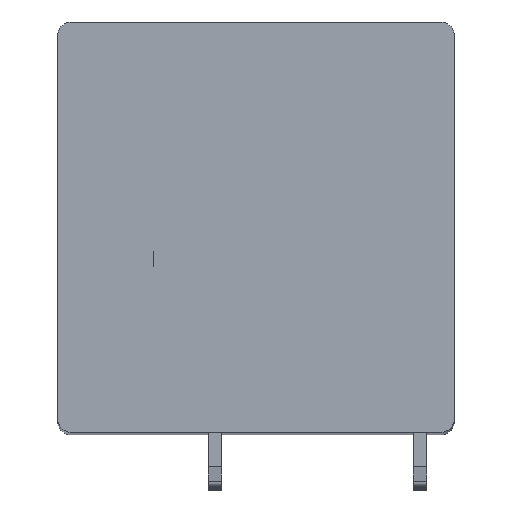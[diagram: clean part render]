
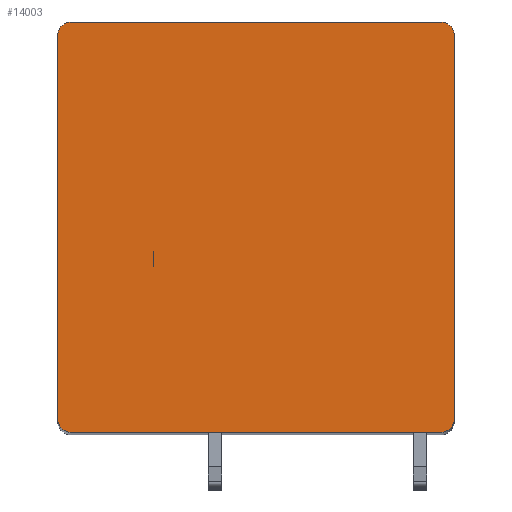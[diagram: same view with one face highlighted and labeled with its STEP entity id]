
A CAD part, top view. The second image highlights one B-rep face of the part: STEP entity #14003.
In plain terms, the highlighted planar face has unit normal (0, 0, 1).
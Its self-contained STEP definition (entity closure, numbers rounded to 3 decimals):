
#1225=CARTESIAN_POINT('',(-13.5,14.,105.));
#1226=DIRECTION('',(0.,0.,-1.));
#1227=DIRECTION('',(-1.,0.,0.));
#1228=AXIS2_PLACEMENT_3D('',#1225,#1226,#1227);
#1230=DIRECTION('',(1.,0.,0.));
#1231=VECTOR('',#1230,27.);
#1232=CARTESIAN_POINT('',(-13.5,15.,105.));
#1233=LINE('',#1232,#1231);
#1234=CARTESIAN_POINT('',(13.5,14.,105.));
#1235=DIRECTION('',(0.,0.,-1.));
#1236=DIRECTION('',(0.,1.,0.));
#1237=AXIS2_PLACEMENT_3D('',#1234,#1235,#1236);
#1239=DIRECTION('',(0.,-1.,0.));
#1240=VECTOR('',#1239,28.);
#1241=CARTESIAN_POINT('',(14.5,14.,105.));
#1242=LINE('',#1241,#1240);
#1243=CARTESIAN_POINT('',(13.5,-14.,105.));
#1244=DIRECTION('',(0.,0.,-1.));
#1245=DIRECTION('',(1.,0.,0.));
#1246=AXIS2_PLACEMENT_3D('',#1243,#1244,#1245);
#1248=DIRECTION('',(-1.,0.,0.));
#1249=VECTOR('',#1248,27.);
#1250=CARTESIAN_POINT('',(13.5,-15.,105.));
#1251=LINE('',#1250,#1249);
#1252=CARTESIAN_POINT('',(-13.5,-14.,105.));
#1253=DIRECTION('',(0.,0.,-1.));
#1254=DIRECTION('',(0.,-1.,0.));
#1255=AXIS2_PLACEMENT_3D('',#1252,#1253,#1254);
#1257=DIRECTION('',(0.,1.,0.));
#1258=VECTOR('',#1257,28.);
#1259=CARTESIAN_POINT('',(-14.5,-14.,105.));
#1260=LINE('',#1259,#1258);
#10002=CARTESIAN_POINT('',(-13.5,15.,105.));
#10003=VERTEX_POINT('',#10002);
#10004=CARTESIAN_POINT('',(-14.5,14.,105.));
#10005=VERTEX_POINT('',#10004);
#10006=CARTESIAN_POINT('',(13.5,15.,105.));
#10007=VERTEX_POINT('',#10006);
#10228=CARTESIAN_POINT('',(14.5,14.,105.));
#10229=VERTEX_POINT('',#10228);
#10230=CARTESIAN_POINT('',(14.5,-14.,105.));
#10231=VERTEX_POINT('',#10230);
#10232=CARTESIAN_POINT('',(13.5,-15.,105.));
#10233=VERTEX_POINT('',#10232);
#10234=CARTESIAN_POINT('',(-13.5,-15.,105.));
#10235=VERTEX_POINT('',#10234);
#11820=CARTESIAN_POINT('',(-14.5,-14.,105.));
#11821=VERTEX_POINT('',#11820);
#13988=CARTESIAN_POINT('',(0.,0.,105.));
#13989=DIRECTION('',(0.,0.,1.));
#13990=DIRECTION('',(1.,0.,0.));
#13991=AXIS2_PLACEMENT_3D('',#13988,#13989,#13990);
#13992=PLANE('',#13991);
#13993=ORIENTED_EDGE('',*,*,#12784,.T.);
#13994=ORIENTED_EDGE('',*,*,#12800,.T.);
#13995=ORIENTED_EDGE('',*,*,#12945,.T.);
#13996=ORIENTED_EDGE('',*,*,#12960,.T.);
#13997=ORIENTED_EDGE('',*,*,#12973,.T.);
#13998=ORIENTED_EDGE('',*,*,#12986,.T.);
#13999=ORIENTED_EDGE('',*,*,#13661,.T.);
#14000=ORIENTED_EDGE('',*,*,#13673,.T.);
#14001=EDGE_LOOP('',(#13993,#13994,#13995,#13996,#13997,#13998,#13999,#14000));
#14002=FACE_OUTER_BOUND('',#14001,.F.);
#1229=CIRCLE('',#1228,1.);
#1238=CIRCLE('',#1237,1.);
#1247=CIRCLE('',#1246,1.);
#1256=CIRCLE('',#1255,1.);
#12784=EDGE_CURVE('',#10005,#10003,#1229,.T.);
#12800=EDGE_CURVE('',#10003,#10007,#1233,.T.);
#12945=EDGE_CURVE('',#10007,#10229,#1238,.T.);
#12960=EDGE_CURVE('',#10229,#10231,#1242,.T.);
#12973=EDGE_CURVE('',#10231,#10233,#1247,.T.);
#12986=EDGE_CURVE('',#10233,#10235,#1251,.T.);
#13661=EDGE_CURVE('',#10235,#11821,#1256,.T.);
#13673=EDGE_CURVE('',#11821,#10005,#1260,.T.);
#14003=ADVANCED_FACE('',(#14002),#13992,.T.);
